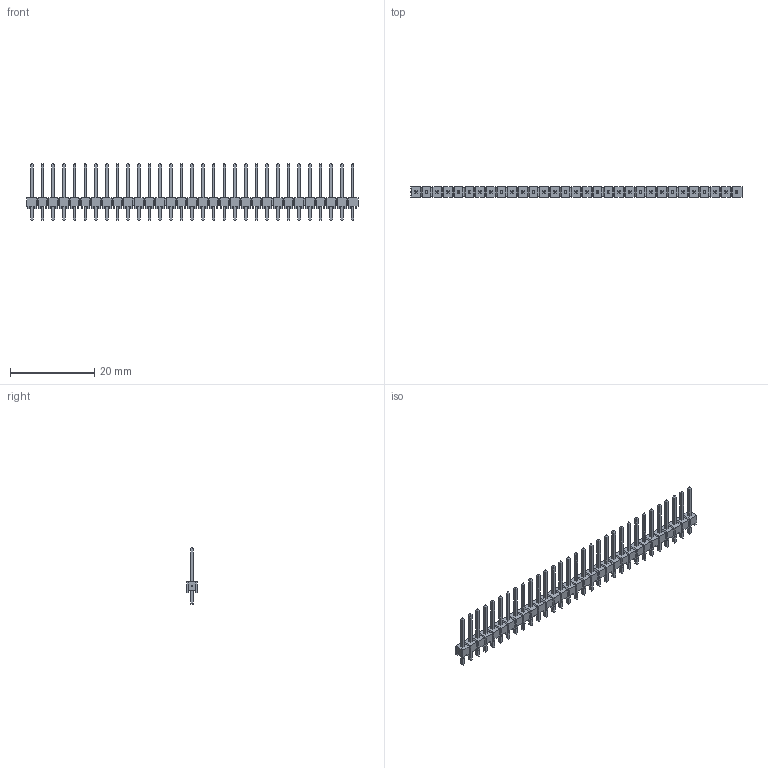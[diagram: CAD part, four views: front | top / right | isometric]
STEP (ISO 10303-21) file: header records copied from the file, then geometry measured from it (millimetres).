
FILE_DESCRIPTION(('FreeCAD Model'),'2;1');
FILE_NAME('Open CASCADE Shape Model','2025-03-05T19:32:48',(''),(''), 'Open CASCADE STEP processor 7.8','FreeCAD','Unknown');
FILE_SCHEMA(('AUTOMOTIVE_DESIGN { 1 0 10303 214 1 1 1 1 }'));
Length unit declared in the file: millimetre
Products named in the file (3): TSW-131-14-G-S; TSW-131-14-G-S_body; T-1S6-08-TSW-1-14-31-S
Assembly tree (2 placements, depth 2):
  TSW-131-14-G-S
    TSW-131-14-G-S_body
    T-1S6-08-TSW-1-14-31-S
Bounding box: 78.87 x 2.54 x 13.46 mm (x, y, z)
Volume: 544.6 mm3; surface area: 2202.6 mm2
Topology: 2 solids, 2 shells, 1557 faces, 3986 edges, 2496 vertices
Faces by surface type: plane 1557
Entity records: 45678 total; most frequent: CARTESIAN_POINT 8042, ORIENTED_EDGE 7972, DIRECTION 7106, EDGE_CURVE 3986, LINE 3986, VECTOR 3986, VERTEX_POINT 2496, FACE_BOUND 1682
